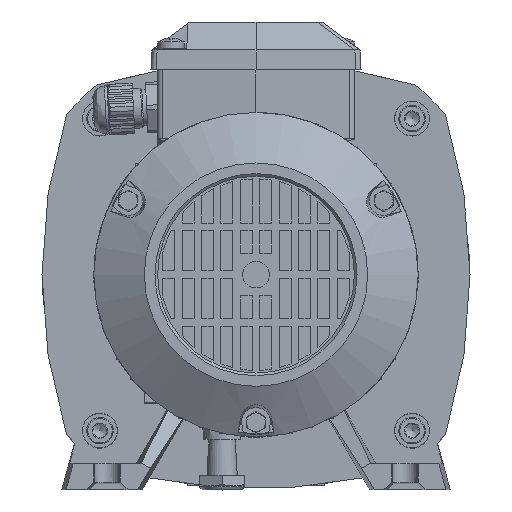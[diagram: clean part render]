
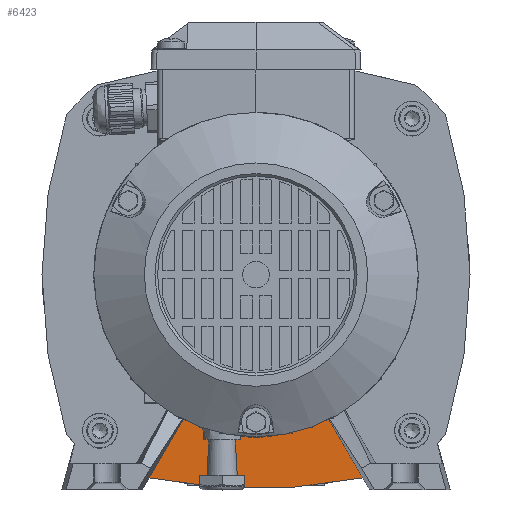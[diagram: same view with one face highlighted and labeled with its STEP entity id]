
A CAD part, left-side view. The second image highlights one B-rep face of the part: STEP entity #6423.
In plain terms, the highlighted planar face has unit normal (-1, 0, 0).
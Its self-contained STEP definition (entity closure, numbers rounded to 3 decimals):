
#5745=CARTESIAN_POINT('',(-10.,23.411,-47.549));
#5746=VERTEX_POINT('',#5745);
#5753=CARTESIAN_POINT('',(-10.,7.842,-52.417));
#5754=VERTEX_POINT('',#5753);
#5755=CARTESIAN_POINT('',(-10.,0.,0.));
#5756=DIRECTION('',(-1.,0.,0.));
#5757=DIRECTION('',(0.,0.,1.));
#5758=AXIS2_PLACEMENT_3D('',#5755,#5756,#5757);
#5759=CIRCLE('',#5758,53.);
#5760=EDGE_CURVE('',#5746,#5754,#5759,.T.);
#5779=CARTESIAN_POINT('',(-10.,-7.33,-52.491));
#5780=VERTEX_POINT('',#5779);
#5787=CARTESIAN_POINT('',(-10.,-23.411,-47.549));
#5788=VERTEX_POINT('',#5787);
#5789=CARTESIAN_POINT('',(-10.,0.,0.));
#5790=DIRECTION('',(-1.,0.,0.));
#5791=DIRECTION('',(0.,0.,1.));
#5792=AXIS2_PLACEMENT_3D('',#5789,#5790,#5791);
#5793=CIRCLE('',#5792,53.);
#5794=EDGE_CURVE('',#5780,#5788,#5793,.T.);
#6368=CARTESIAN_POINT('',(-10.,-80.511,-80.511));
#6369=DIRECTION('',(1.,0.,0.));
#6370=DIRECTION('',(0.0,1.0,0.0));
#6371=AXIS2_PLACEMENT_3D('',#6368,#6369,#6370);
#6372=PLANE('',#6371);
#6373=CARTESIAN_POINT('',(-10.,-40.091,-76.44));
#6374=VERTEX_POINT('',#6373);
#6375=CARTESIAN_POINT('',(-10.,-40.091,-76.44));
#6376=DIRECTION('',(0.,0.5,0.866));
#6377=VECTOR('',#6376,33.361);
#6378=LINE('',#6375,#6377);
#6379=EDGE_CURVE('',#6374,#5788,#6378,.T.);
#6380=ORIENTED_EDGE('',*,*,#6379,.T.);
#6381=ORIENTED_EDGE('',*,*,#5794,.F.);
#6382=CARTESIAN_POINT('',(-10.,-2.362,-61.094));
#6383=VERTEX_POINT('',#6382);
#6384=CARTESIAN_POINT('',(-10.,-7.33,-52.491));
#6385=DIRECTION('',(0.,0.5,-0.866));
#6386=VECTOR('',#6385,9.935);
#6387=LINE('',#6384,#6386);
#6388=EDGE_CURVE('',#5780,#6383,#6387,.T.);
#6389=ORIENTED_EDGE('',*,*,#6388,.T.);
#6390=CARTESIAN_POINT('',(-10.,2.844,-61.074));
#6391=VERTEX_POINT('',#6390);
#6392=CARTESIAN_POINT('',(-10.,0.,0.));
#6393=DIRECTION('',(1.,0.,0.));
#6394=DIRECTION('',(0.,-0.5,-0.866));
#6395=AXIS2_PLACEMENT_3D('',#6392,#6393,#6394);
#6396=CIRCLE('',#6395,61.14);
#6397=EDGE_CURVE('',#6383,#6391,#6396,.T.);
#6398=ORIENTED_EDGE('',*,*,#6397,.T.);
#6399=CARTESIAN_POINT('',(-10.,2.844,-61.074));
#6400=DIRECTION('',(0.,0.5,0.866));
#6401=VECTOR('',#6400,9.997);
#6402=LINE('',#6399,#6401);
#6403=EDGE_CURVE('',#6391,#5754,#6402,.T.);
#6404=ORIENTED_EDGE('',*,*,#6403,.T.);
#6405=ORIENTED_EDGE('',*,*,#5760,.F.);
#6406=CARTESIAN_POINT('',(-10.,40.091,-76.44));
#6407=VERTEX_POINT('',#6406);
#6408=CARTESIAN_POINT('',(-10.,40.091,-76.44));
#6409=DIRECTION('',(0.,-0.5,0.866));
#6410=VECTOR('',#6409,33.361);
#6411=LINE('',#6408,#6410);
#6412=EDGE_CURVE('',#6407,#5746,#6411,.T.);
#6413=ORIENTED_EDGE('',*,*,#6412,.F.);
#6414=CARTESIAN_POINT('',(-10.,0.,119.5));
#6415=DIRECTION('',(1.,0.,0.));
#6416=DIRECTION('',(0.,1.0,0.));
#6417=AXIS2_PLACEMENT_3D('',#6414,#6415,#6416);
#6418=CIRCLE('',#6417,200.0);
#6419=EDGE_CURVE('',#6374,#6407,#6418,.T.);
#6420=ORIENTED_EDGE('',*,*,#6419,.F.);
#6421=EDGE_LOOP('',(#6380,#6381,#6389,#6398,#6404,#6405,#6413,#6420));
#6422=FACE_OUTER_BOUND('',#6421,.T.);
#6423=ADVANCED_FACE('',(#6422),#6372,.F.);
